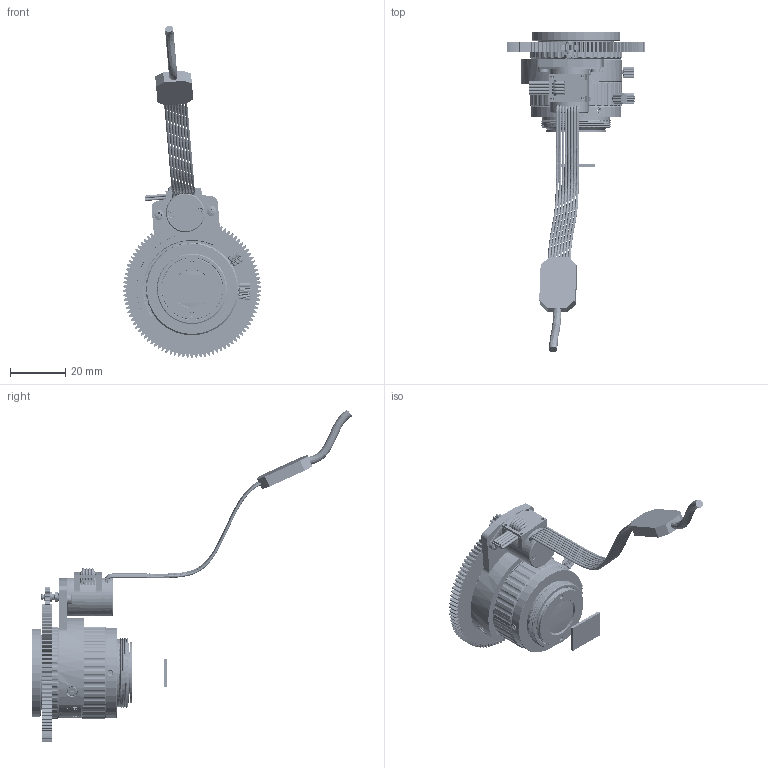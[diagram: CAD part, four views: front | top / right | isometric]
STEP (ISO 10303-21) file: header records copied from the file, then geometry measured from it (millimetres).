
FILE_DESCRIPTION(('FreeCAD Model'),'2;1');
FILE_NAME('Open CASCADE Shape Model','2025-01-22T14:54:58',('Author'),( ''),'Open CASCADE STEP processor 7.8','FreeCAD','Unknown');
FILE_SCHEMA(('AUTOMOTIVE_DESIGN { 1 0 10303 214 1 1 1 1 }'));
Length unit declared in the file: millimetre
Products named in the file (91): VA-LCM-5MP-25MM-F1.4-015-AF; 505_AF0; SENSER; 504_AF0; 503_AF0_ASM; 501_AF0_ASM; 501_AF1; 301_AF0; 511_AF0; 502_AF0_ASM; 502_AF1; 603_AF0_ASM; 306_AF0; 307_AF0; 514_AF0; 507_AF0; SOLID; SHELL; 506_AF0; 531_AF0; 531_AF1; 516_AF0; JD20202002_AF004; JD20202002_AF2; JD20202002_AF003; JD20202002_AF006; JD20202002_AF3; JD20202002_AF005; JD20202002_AF008; JD20202002_AF4; JD20202002_AF007; 505_AF001; 531_AF2; 504_AF001; 16-__________-43752_AF0; 12-CBD-V2_0_3D__ASM; ASM0002_ASM; DEEP_GROOVE_BALL_BEARINGS_GB_RO; 12-________-43086; PRODUCT_26320_ASM ...
Assembly tree (95 placements, depth 5):
  VA-LCM-5MP-25MM-F1.4-015-AF
    505_AF0
    SENSER
    504_AF0
    503_AF0_ASM
      501_AF0_ASM
        501_AF1
        301_AF0
        511_AF0
      502_AF0_ASM
        502_AF1
        603_AF0_ASM
          306_AF0
          307_AF0
        514_AF0
    507_AF0
      SOLID
      SHELL
    506_AF0
    531_AF0
    531_AF1
    516_AF0
    JD20202002_AF004
      JD20202002_AF2
      JD20202002_AF003
    JD20202002_AF006
      JD20202002_AF3
      JD20202002_AF005
    JD20202002_AF008
      JD20202002_AF4
      JD20202002_AF007
    505_AF001
    531_AF2
    504_AF001
    16-__________-43752_AF0
    12-CBD-V2_0_3D__ASM
      ASM0002_ASM
        DEEP_GROOVE_BALL_BEARINGS_GB_RO  x2
        12-________-43086
        PRODUCT_26320_ASM
          ____1_3_
          ____1_8_
          ____1_5_
          ____1_7_
          ____1_9_
          ____1_4_
          ____1_6_
          ____1_2_
          ____1_1_
        12-____________-SF
        CROSS_RECESSED_SMALL_PAN_HEAD_S  x2
        12-____-CBD
        12____-YN2
        12-______
        PRODUCT_16433
        PRODUCT_21990
        M1_6X0_2____
        12-________-13614
        12__-_______2
        12-________-3_0
Bounding box: 49.99 x 116.09 x 120.08 mm (x, y, z)
Volume: 18693.6 mm3; surface area: 34586.6 mm2
Topology: 79 solids, 80 shells, 5403 faces, 15197 edges, 9800 vertices
Faces by surface type: cylinder 1664, plane 1349, bspline 1049, cone 532, extrusion 325, torus 252, sphere 232
Entity records: 256830 total; most frequent: CARTESIAN_POINT 136910, ORIENTED_EDGE 27184, DIRECTION 20453, EDGE_CURVE 13594, VERTEX_POINT 8941, AXIS2_PLACEMENT_3D 7375, VECTOR 5703, LINE 5378
